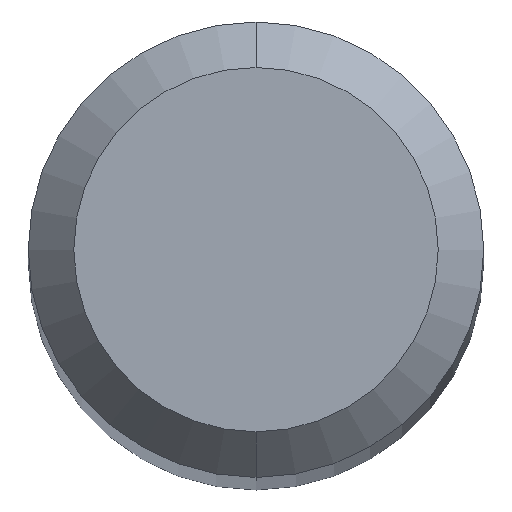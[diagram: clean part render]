
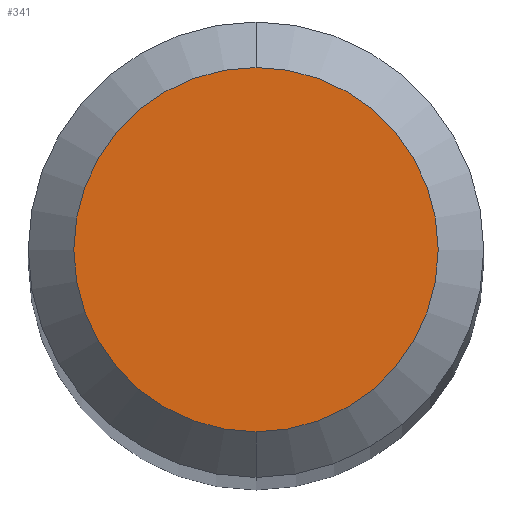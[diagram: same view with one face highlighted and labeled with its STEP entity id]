
A CAD part, top view. The second image highlights one B-rep face of the part: STEP entity #341.
In plain terms, the highlighted planar face has unit normal (0, 0, 1).
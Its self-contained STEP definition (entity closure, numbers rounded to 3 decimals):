
#253=EDGE_CURVE('',#457,#309,#572,.T.);
#301=EDGE_CURVE('',#309,#457,#627,.T.);
#309=VERTEX_POINT('',#636);
#341=ADVANCED_FACE('',(#670),#671,.T.);
#457=VERTEX_POINT('',#793);
#572=CIRCLE('',#997,1.2);
#627=CIRCLE('',#1118,1.2);
#636=CARTESIAN_POINT('',(0.0,1.2,0.0));
#670=FACE_OUTER_BOUND('',#1172,.T.);
#671=PLANE('',#1173);
#793=CARTESIAN_POINT('',(0.,-1.2,0.0));
#997=AXIS2_PLACEMENT_3D('',#1564,#1565,#1566);
#1118=AXIS2_PLACEMENT_3D('',#1635,#1636,#1637);
#1172=EDGE_LOOP('',(#1689,#1690));
#1173=AXIS2_PLACEMENT_3D('',#1691,#1692,#1693);
#1564=CARTESIAN_POINT('',(0.0,0.0,0.0));
#1565=DIRECTION('',(0.0,0.0,-1.0));
#1566=DIRECTION('',(0.0,1.0,0.0));
#1635=CARTESIAN_POINT('',(0.0,0.0,0.0));
#1636=DIRECTION('',(0.0,0.0,-1.0));
#1637=DIRECTION('',(0.0,1.0,0.0));
#1689=ORIENTED_EDGE('',*,*,#301,.F.);
#1690=ORIENTED_EDGE('',*,*,#253,.F.);
#1691=CARTESIAN_POINT('',(0.0,0.6,0.0));
#1692=DIRECTION('',(-0.0,0.0,1.0));
#1693=DIRECTION('',(0.0,-1.0,0.0));
